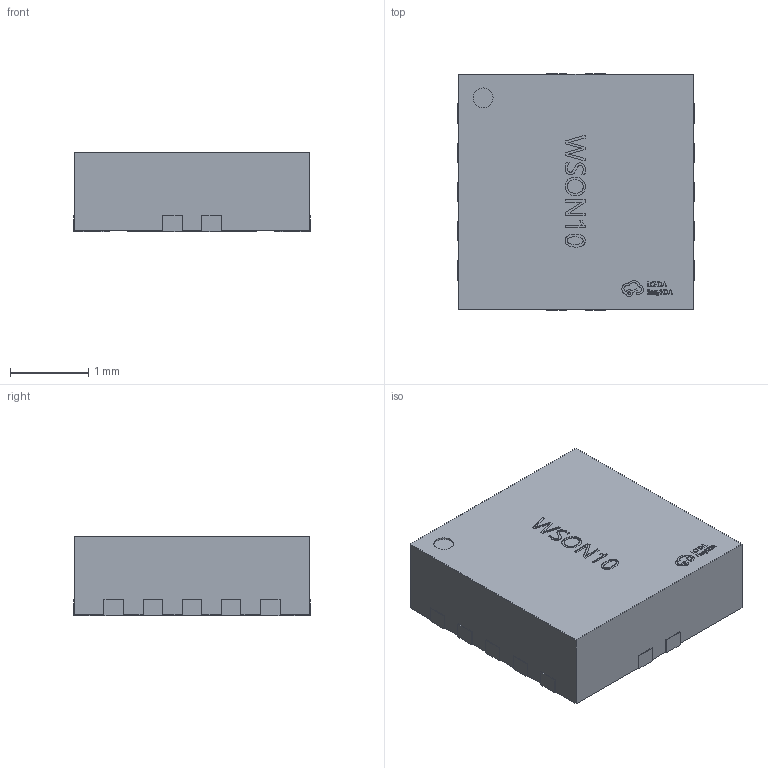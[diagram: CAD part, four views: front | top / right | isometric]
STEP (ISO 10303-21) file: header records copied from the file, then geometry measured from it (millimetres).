
FILE_DESCRIPTION (( 'STEP AP214' ), '1' );
FILE_NAME ('vson-10.STEP', '2022-08-10T03:24:15', ( '' ), ( '' ), 'SwSTEP 2.0', 'SolidWorks 2019', '' );
FILE_SCHEMA (( 'AUTOMOTIVE_DESIGN' ));
Length unit declared in the file: millimetre
Products named in the file (1): vson-10
Bounding box: 3.02 x 3.02 x 1.01 mm (x, y, z)
Volume: 9.1 mm3; surface area: 30.6 mm2
Topology: 14 solids, 14 shells, 475 faces, 1293 edges, 862 vertices
Faces by surface type: plane 306, bspline 152, cylinder 17
Entity records: 18734 total; most frequent: CARTESIAN_POINT 7011, ORIENTED_EDGE 2586, DIRECTION 1667, EDGE_CURVE 1293, VECTOR 951, LINE 951, VERTEX_POINT 862, EDGE_LOOP 503
